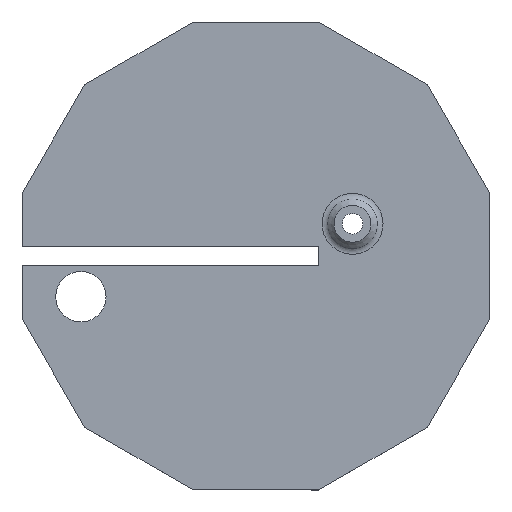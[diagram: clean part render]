
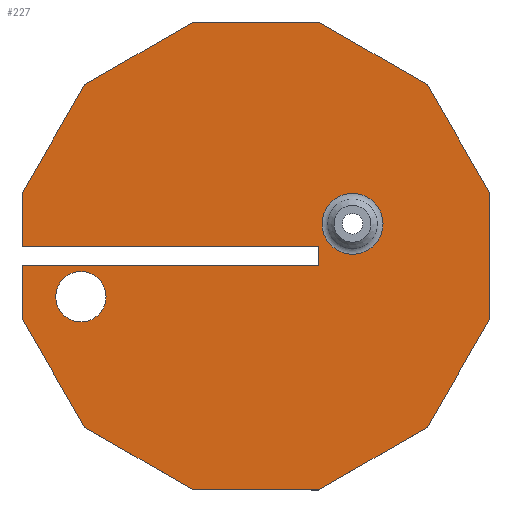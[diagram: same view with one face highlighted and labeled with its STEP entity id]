
A CAD part, top view. The second image highlights one B-rep face of the part: STEP entity #227.
In plain terms, the highlighted planar face has unit normal (0, 0, 1).
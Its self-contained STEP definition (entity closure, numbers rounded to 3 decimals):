
#227=ADVANCED_FACE('',(#366,#367,#368),#251,.T.);
#251=PLANE('',#637);
#270=LINE('',#789,#318);
#271=LINE('',#792,#319);
#272=LINE('',#794,#320);
#273=LINE('',#796,#321);
#274=LINE('',#798,#322);
#275=LINE('',#800,#323);
#276=LINE('',#802,#324);
#277=LINE('',#804,#325);
#278=LINE('',#806,#326);
#279=LINE('',#808,#327);
#280=LINE('',#810,#328);
#281=LINE('',#812,#329);
#282=LINE('',#814,#330);
#283=LINE('',#816,#331);
#284=LINE('',#818,#332);
#285=LINE('',#820,#333);
#318=VECTOR('',#674,1.);
#319=VECTOR('',#675,1.);
#320=VECTOR('',#676,1.);
#321=VECTOR('',#677,1.);
#322=VECTOR('',#678,1.);
#323=VECTOR('',#679,1.);
#324=VECTOR('',#680,1.);
#325=VECTOR('',#681,1.);
#326=VECTOR('',#682,1.);
#327=VECTOR('',#683,1.);
#328=VECTOR('',#684,1.);
#329=VECTOR('',#685,1.);
#330=VECTOR('',#686,1.);
#331=VECTOR('',#687,1.);
#332=VECTOR('',#688,1.);
#333=VECTOR('',#689,1.);
#366=FACE_BOUND('',#384,.T.);
#367=FACE_BOUND('',#385,.T.);
#368=FACE_BOUND('',#386,.T.);
#384=EDGE_LOOP('',(#418));
#385=EDGE_LOOP('',(#419));
#386=EDGE_LOOP('',(#420,#421,#422,#423,#424,#425,#426,#427,#428,#429,#430,
#431,#432,#433,#434,#435));
#418=ORIENTED_EDGE('',*,*,#570,.T.);
#419=ORIENTED_EDGE('',*,*,#571,.F.);
#420=ORIENTED_EDGE('',*,*,#572,.T.);
#421=ORIENTED_EDGE('',*,*,#573,.T.);
#422=ORIENTED_EDGE('',*,*,#574,.F.);
#423=ORIENTED_EDGE('',*,*,#575,.F.);
#424=ORIENTED_EDGE('',*,*,#576,.F.);
#425=ORIENTED_EDGE('',*,*,#577,.T.);
#426=ORIENTED_EDGE('',*,*,#578,.T.);
#427=ORIENTED_EDGE('',*,*,#579,.T.);
#428=ORIENTED_EDGE('',*,*,#580,.T.);
#429=ORIENTED_EDGE('',*,*,#581,.T.);
#430=ORIENTED_EDGE('',*,*,#582,.T.);
#431=ORIENTED_EDGE('',*,*,#583,.T.);
#432=ORIENTED_EDGE('',*,*,#584,.T.);
#433=ORIENTED_EDGE('',*,*,#585,.T.);
#434=ORIENTED_EDGE('',*,*,#586,.T.);
#435=ORIENTED_EDGE('',*,*,#587,.T.);
#530=VERTEX_POINT('',#786);
#531=VERTEX_POINT('',#788);
#532=VERTEX_POINT('',#790);
#533=VERTEX_POINT('',#791);
#534=VERTEX_POINT('',#793);
#535=VERTEX_POINT('',#795);
#536=VERTEX_POINT('',#797);
#537=VERTEX_POINT('',#799);
#538=VERTEX_POINT('',#801);
#539=VERTEX_POINT('',#803);
#540=VERTEX_POINT('',#805);
#541=VERTEX_POINT('',#807);
#542=VERTEX_POINT('',#809);
#543=VERTEX_POINT('',#811);
#544=VERTEX_POINT('',#813);
#545=VERTEX_POINT('',#815);
#546=VERTEX_POINT('',#817);
#547=VERTEX_POINT('',#819);
#570=EDGE_CURVE('',#530,#530,#626,.T.);
#571=EDGE_CURVE('',#531,#531,#627,.T.);
#572=EDGE_CURVE('',#532,#533,#270,.T.);
#573=EDGE_CURVE('',#533,#534,#271,.T.);
#574=EDGE_CURVE('',#535,#534,#272,.T.);
#575=EDGE_CURVE('',#536,#535,#273,.T.);
#576=EDGE_CURVE('',#537,#536,#274,.T.);
#577=EDGE_CURVE('',#537,#538,#275,.T.);
#578=EDGE_CURVE('',#538,#539,#276,.T.);
#579=EDGE_CURVE('',#539,#540,#277,.T.);
#580=EDGE_CURVE('',#540,#541,#278,.T.);
#581=EDGE_CURVE('',#541,#542,#279,.T.);
#582=EDGE_CURVE('',#542,#543,#280,.T.);
#583=EDGE_CURVE('',#543,#544,#281,.T.);
#584=EDGE_CURVE('',#544,#545,#282,.T.);
#585=EDGE_CURVE('',#545,#546,#283,.T.);
#586=EDGE_CURVE('',#546,#547,#284,.T.);
#587=EDGE_CURVE('',#547,#532,#285,.T.);
#626=CIRCLE('',#635,6.351);
#627=CIRCLE('',#636,5.25);
#635=AXIS2_PLACEMENT_3D('',#785,#670,#671);
#636=AXIS2_PLACEMENT_3D('',#787,#672,#673);
#637=AXIS2_PLACEMENT_3D('',#821,#690,#691);
#670=DIRECTION('',(0.,0.,-1.));
#671=DIRECTION('',(1.,0.,0.));
#672=DIRECTION('',(0.,0.,1.));
#673=DIRECTION('',(1.,0.,0.));
#674=DIRECTION('',(-0.5,-0.866,0.));
#675=DIRECTION('',(0.,-1.,0.));
#676=DIRECTION('',(-1.,0.,0.));
#677=DIRECTION('',(0.,1.,0.));
#678=DIRECTION('',(1.,0.,0.));
#679=DIRECTION('',(0.,-1.,0.));
#680=DIRECTION('',(0.5,-0.866,0.));
#681=DIRECTION('',(0.866,-0.5,0.));
#682=DIRECTION('',(1.,0.,0.));
#683=DIRECTION('',(0.866,0.5,0.));
#684=DIRECTION('',(0.5,0.866,0.));
#685=DIRECTION('',(0.,1.,0.));
#686=DIRECTION('',(-0.5,0.866,0.));
#687=DIRECTION('',(-0.866,0.5,0.));
#688=DIRECTION('',(-1.,0.,0.));
#689=DIRECTION('',(-0.866,-0.5,0.));
#690=DIRECTION('',(0.,0.,1.));
#691=DIRECTION('',(1.,0.,0.));
#785=CARTESIAN_POINT('',(20.124,6.706,1.2));
#786=CARTESIAN_POINT('',(26.475,6.706,1.2));
#787=CARTESIAN_POINT('',(-36.5,-8.5,1.2));
#788=CARTESIAN_POINT('',(-31.25,-8.5,1.2));
#789=CARTESIAN_POINT('',(-42.244,24.39,1.2));
#790=CARTESIAN_POINT('',(-35.709,35.709,1.2));
#791=CARTESIAN_POINT('',(-48.779,13.07,1.2));
#792=CARTESIAN_POINT('',(-48.779,0.,1.2));
#793=CARTESIAN_POINT('',(-48.779,2.,1.2));
#794=CARTESIAN_POINT('',(0.,2.,1.2));
#795=CARTESIAN_POINT('',(13.,2.,1.2));
#796=CARTESIAN_POINT('',(13.,0.,1.2));
#797=CARTESIAN_POINT('',(13.,-2.,1.2));
#798=CARTESIAN_POINT('',(0.,-2.,1.2));
#799=CARTESIAN_POINT('',(-48.779,-2.,1.2));
#800=CARTESIAN_POINT('',(-48.779,0.,1.2));
#801=CARTESIAN_POINT('',(-48.779,-13.07,1.2));
#802=CARTESIAN_POINT('',(-42.244,-24.39,1.2));
#803=CARTESIAN_POINT('',(-35.709,-35.709,1.2));
#804=CARTESIAN_POINT('',(-24.39,-42.244,1.2));
#805=CARTESIAN_POINT('',(-13.07,-48.779,1.2));
#806=CARTESIAN_POINT('',(0.,-48.779,1.2));
#807=CARTESIAN_POINT('',(13.07,-48.779,1.2));
#808=CARTESIAN_POINT('',(24.39,-42.244,1.2));
#809=CARTESIAN_POINT('',(35.709,-35.709,1.2));
#810=CARTESIAN_POINT('',(42.244,-24.39,1.2));
#811=CARTESIAN_POINT('',(48.779,-13.07,1.2));
#812=CARTESIAN_POINT('',(48.779,0.,1.2));
#813=CARTESIAN_POINT('',(48.779,13.07,1.2));
#814=CARTESIAN_POINT('',(42.244,24.39,1.2));
#815=CARTESIAN_POINT('',(35.709,35.709,1.2));
#816=CARTESIAN_POINT('',(24.39,42.244,1.2));
#817=CARTESIAN_POINT('',(13.07,48.779,1.2));
#818=CARTESIAN_POINT('',(0.,48.779,1.2));
#819=CARTESIAN_POINT('',(-13.07,48.779,1.2));
#820=CARTESIAN_POINT('',(-24.39,42.244,1.2));
#821=CARTESIAN_POINT('',(0.,0.,1.2));
